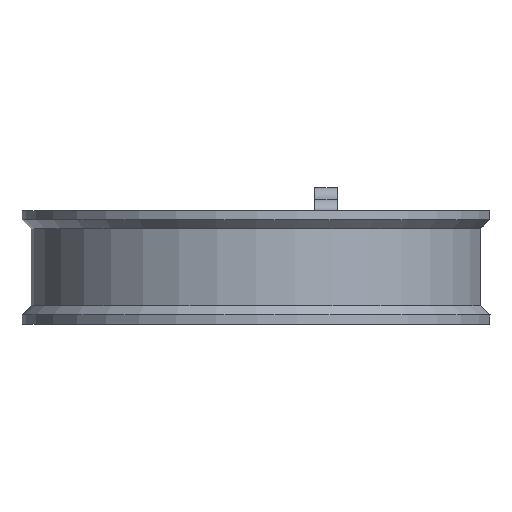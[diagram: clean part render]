
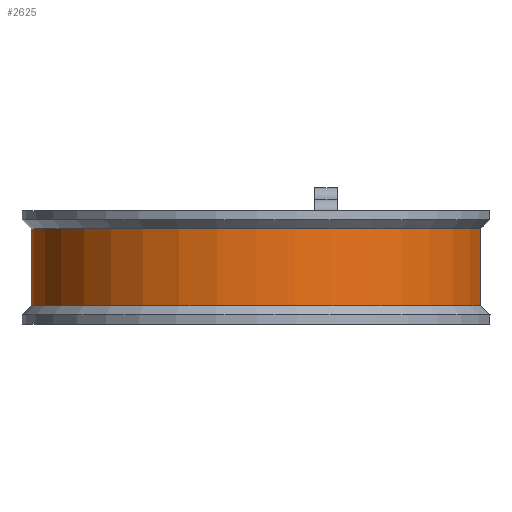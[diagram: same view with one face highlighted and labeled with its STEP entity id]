
A CAD part, left-side view. The second image highlights one B-rep face of the part: STEP entity #2625.
In plain terms, the highlighted cylindrical face has radius 50 mm (diameter 100 mm), a partial arc.
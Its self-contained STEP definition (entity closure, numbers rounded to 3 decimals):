
#2584=CARTESIAN_POINT('',(0.0,0.0,0.0));
#2585=DIRECTION('',(0.0,0.0,1.0));
#2586=DIRECTION('',(-1.0,0.0,0.0));
#2587=AXIS2_PLACEMENT_3D('',#2584,#2585,#2586);
#2588=CYLINDRICAL_SURFACE('',#2587,50.0);
#2589=CARTESIAN_POINT('',(9.581,-49.073,4.0));
#2590=VERTEX_POINT('',#2589);
#2591=CARTESIAN_POINT('',(-9.581,-49.073,4.0));
#2592=VERTEX_POINT('',#2591);
#2593=CARTESIAN_POINT('',(0.0,0.0,4.0));
#2594=DIRECTION('',(0.0,0.0,1.0));
#2595=DIRECTION('',(-1.0,0.0,0.0));
#2596=AXIS2_PLACEMENT_3D('',#2593,#2594,#2595);
#2597=CIRCLE('',#2596,50.0);
#2598=EDGE_CURVE('',#2590,#2592,#2597,.T.);
#2599=ORIENTED_EDGE('',*,*,#2598,.T.);
#2600=CARTESIAN_POINT('',(-9.581,-49.073,21.0));
#2601=VERTEX_POINT('',#2600);
#2602=CARTESIAN_POINT('',(-9.581,-49.073,21.0));
#2603=DIRECTION('',(0.0,0.0,-1.0));
#2604=VECTOR('',#2603,17.0);
#2605=LINE('',#2602,#2604);
#2606=EDGE_CURVE('',#2601,#2592,#2605,.T.);
#2607=ORIENTED_EDGE('',*,*,#2606,.F.);
#2608=CARTESIAN_POINT('',(9.581,-49.073,21.0));
#2609=VERTEX_POINT('',#2608);
#2610=CARTESIAN_POINT('',(0.0,0.0,21.0));
#2611=DIRECTION('',(0.0,0.0,-1.0));
#2612=DIRECTION('',(-1.0,0.0,0.0));
#2613=AXIS2_PLACEMENT_3D('',#2610,#2611,#2612);
#2614=CIRCLE('',#2613,50.0);
#2615=EDGE_CURVE('',#2601,#2609,#2614,.T.);
#2616=ORIENTED_EDGE('',*,*,#2615,.T.);
#2617=CARTESIAN_POINT('',(9.581,-49.073,4.0));
#2618=DIRECTION('',(0.0,0.0,1.0));
#2619=VECTOR('',#2618,17.0);
#2620=LINE('',#2617,#2619);
#2621=EDGE_CURVE('',#2590,#2609,#2620,.T.);
#2622=ORIENTED_EDGE('',*,*,#2621,.F.);
#2623=EDGE_LOOP('',(#2599,#2607,#2616,#2622));
#2624=FACE_OUTER_BOUND('',#2623,.T.);
#2625=ADVANCED_FACE('',(#2624),#2588,.T.);
